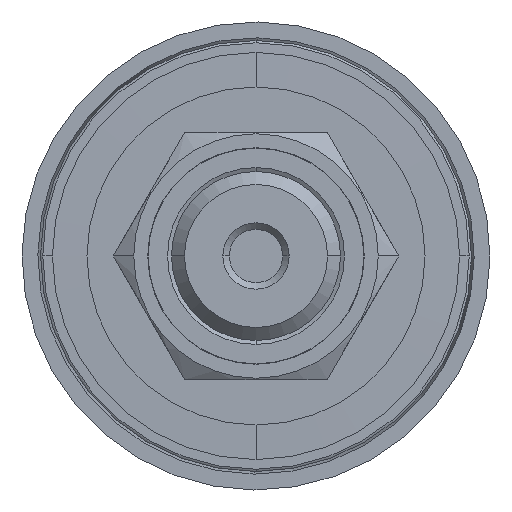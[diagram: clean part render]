
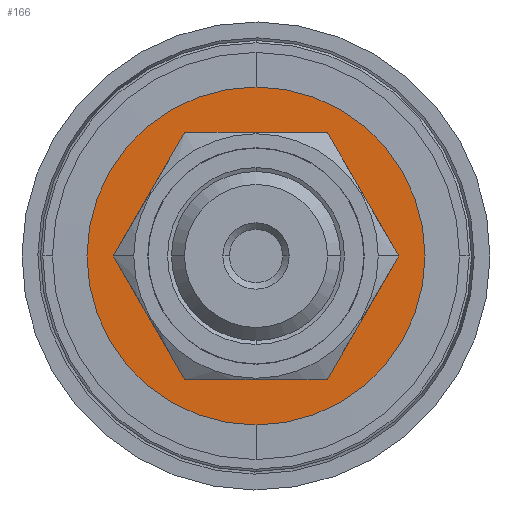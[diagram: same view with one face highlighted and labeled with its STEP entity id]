
A CAD part, front view. The second image highlights one B-rep face of the part: STEP entity #166.
In plain terms, the highlighted planar face has unit normal (0, -1, 0).
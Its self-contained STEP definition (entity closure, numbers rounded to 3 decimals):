
#166=ADVANCED_FACE('',(#560,#561),#562,.F.);
#560=FACE_OUTER_BOUND('',#1309,.T.);
#561=FACE_BOUND('',#1310,.T.);
#562=PLANE('',#1311);
#1309=EDGE_LOOP('',(#2429,#2430));
#1310=EDGE_LOOP('',(#2431,#2432,#2433,#2434,#2435,#2436));
#1311=AXIS2_PLACEMENT_3D('',#2437,#2438,#2439);
#2429=ORIENTED_EDGE('',*,*,#4912,.T.);
#2430=ORIENTED_EDGE('',*,*,#4842,.T.);
#2431=ORIENTED_EDGE('',*,*,#4917,.F.);
#2432=ORIENTED_EDGE('',*,*,#4918,.F.);
#2433=ORIENTED_EDGE('',*,*,#4919,.F.);
#2434=ORIENTED_EDGE('',*,*,#4920,.F.);
#2435=ORIENTED_EDGE('',*,*,#4921,.F.);
#2436=ORIENTED_EDGE('',*,*,#4922,.F.);
#2437=CARTESIAN_POINT('',(0.,-9.098,0.));
#2438=DIRECTION('',(-0.0,1.0,0.0));
#2439=DIRECTION('',(1.0,0.0,0.0));
#4842=EDGE_CURVE('',#6172,#6170,#6173,.T.);
#4912=EDGE_CURVE('',#6170,#6172,#6286,.T.);
#4917=EDGE_CURVE('',#6291,#6292,#6293,.T.);
#4918=EDGE_CURVE('',#6294,#6291,#6295,.T.);
#4919=EDGE_CURVE('',#6296,#6294,#6297,.T.);
#4920=EDGE_CURVE('',#6298,#6296,#6299,.T.);
#4921=EDGE_CURVE('',#6300,#6298,#6301,.T.);
#4922=EDGE_CURVE('',#6292,#6300,#6302,.T.);
#6170=VERTEX_POINT('',#7723);
#6172=VERTEX_POINT('',#7726);
#6173=CIRCLE('',#7727,13.0);
#6286=CIRCLE('',#8013,13.0);
#6291=VERTEX_POINT('',#8018);
#6292=VERTEX_POINT('',#8019);
#6293=LINE('',#8020,#8021);
#6294=VERTEX_POINT('',#8022);
#6295=LINE('',#8023,#8024);
#6296=VERTEX_POINT('',#8025);
#6297=LINE('',#8026,#8027);
#6298=VERTEX_POINT('',#8028);
#6299=LINE('',#8029,#8030);
#6300=VERTEX_POINT('',#8031);
#6301=LINE('',#8032,#8033);
#6302=LINE('',#8034,#8035);
#7723=CARTESIAN_POINT('',(-13.,-9.098,0.));
#7726=CARTESIAN_POINT('',(13.,-9.098,0.));
#7727=AXIS2_PLACEMENT_3D('',#9986,#9987,#9988);
#8013=AXIS2_PLACEMENT_3D('',#10120,#10121,#10122);
#8018=CARTESIAN_POINT('',(-5.485,-9.098,-9.5));
#8019=CARTESIAN_POINT('',(5.485,-9.098,-9.5));
#8020=CARTESIAN_POINT('',(-5.485,-9.098,-9.5));
#8021=VECTOR('',#10135,1.0);
#8022=CARTESIAN_POINT('',(-10.97,-9.098,0.));
#8023=CARTESIAN_POINT('',(-10.97,-9.098,0.));
#8024=VECTOR('',#10136,1.0);
#8025=CARTESIAN_POINT('',(-5.485,-9.098,9.5));
#8026=CARTESIAN_POINT('',(-5.485,-9.098,9.5));
#8027=VECTOR('',#10137,1.0);
#8028=CARTESIAN_POINT('',(5.485,-9.098,9.5));
#8029=CARTESIAN_POINT('',(5.485,-9.098,9.5));
#8030=VECTOR('',#10138,1.0);
#8031=CARTESIAN_POINT('',(10.97,-9.098,0.));
#8032=CARTESIAN_POINT('',(10.97,-9.098,0.));
#8033=VECTOR('',#10139,1.0);
#8034=CARTESIAN_POINT('',(5.485,-9.098,-9.5));
#8035=VECTOR('',#10140,1.0);
#9986=CARTESIAN_POINT('',(0.,-9.098,0.));
#9987=DIRECTION('',(0.0,-1.0,0.0));
#9988=DIRECTION('',(-1.0,0.0,0.0));
#10120=CARTESIAN_POINT('',(0.,-9.098,0.));
#10121=DIRECTION('',(0.0,-1.0,0.0));
#10122=DIRECTION('',(-1.0,0.0,0.0));
#10135=DIRECTION('',(1.0,0.0,0.));
#10136=DIRECTION('',(0.5,0.0,-0.866));
#10137=DIRECTION('',(-0.5,0.0,-0.866));
#10138=DIRECTION('',(-1.0,0.0,0.));
#10139=DIRECTION('',(-0.5,0.0,0.866));
#10140=DIRECTION('',(0.5,0.0,0.866));
